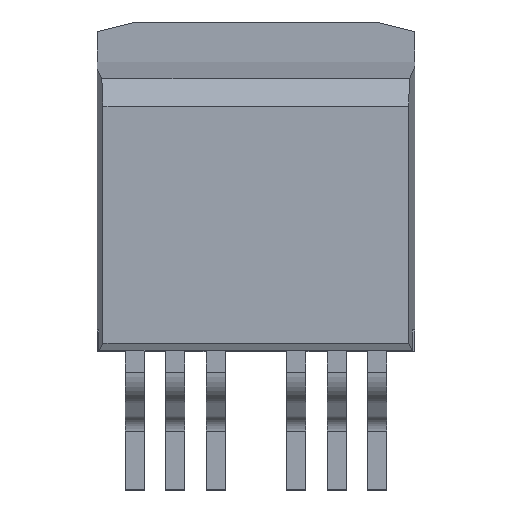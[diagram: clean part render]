
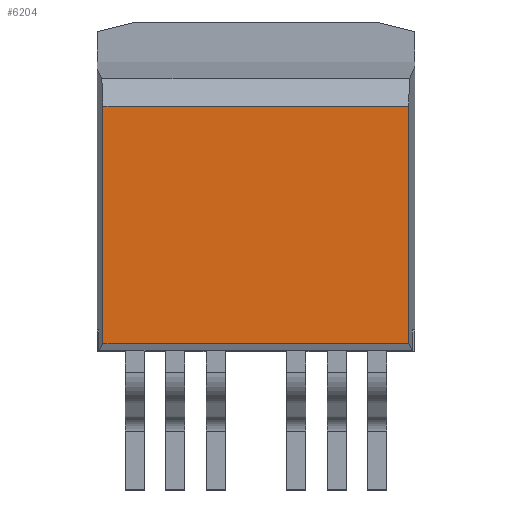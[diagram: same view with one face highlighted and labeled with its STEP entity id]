
A CAD part, top view. The second image highlights one B-rep face of the part: STEP entity #6204.
In plain terms, the highlighted planar face has unit normal (0, 0, 1).
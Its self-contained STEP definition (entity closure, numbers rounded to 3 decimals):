
#702 = PLANE('',#703);
#703 = AXIS2_PLACEMENT_3D('',#704,#705,#706);
#704 = CARTESIAN_POINT('',(4.706,10.4,5.894));
#705 = DIRECTION('',(0.997,0.,0.079
    ));
#706 = DIRECTION('',(0.079,0.,
    -0.997));
#758 = PLANE('',#759);
#759 = AXIS2_PLACEMENT_3D('',#760,#761,#762);
#760 = CARTESIAN_POINT('',(-5.214,10.4,0.));
#761 = DIRECTION('',(-0.996,0.,
    0.085));
#762 = DIRECTION('',(0.085,0.,
    0.996));
#1719 = PLANE('',#1720);
#1720 = AXIS2_PLACEMENT_3D('',#1721,#1722,#1723);
#1721 = CARTESIAN_POINT('',(-5.,0.43,5.709));
#1722 = DIRECTION('',(0.,0.989,-0.145));
#1723 = DIRECTION('',(0.,-0.145,-0.989));
#2873 = VERTEX_POINT('',#2874);
#2874 = CARTESIAN_POINT('',(4.808,7.745,4.6));
#2888 = PLANE('',#2889);
#2889 = AXIS2_PLACEMENT_3D('',#2890,#2891,#2892);
#2890 = CARTESIAN_POINT('',(-5.,8.606,4.163));
#2891 = DIRECTION('',(0.,-0.452,-0.892));
#2892 = DIRECTION('',(0.,-0.892,0.452));
#2900 = EDGE_CURVE('',#2873,#2901,#2903,.T.);
#2901 = VERTEX_POINT('',#2902);
#2902 = CARTESIAN_POINT('',(4.808,0.267,4.6));
#2903 = SURFACE_CURVE('',#2904,(#2908,#2915),.PCURVE_S1.);
#2904 = LINE('',#2905,#2906);
#2905 = CARTESIAN_POINT('',(4.808,7.763,4.6));
#2906 = VECTOR('',#2907,1.);
#2907 = DIRECTION('',(0.,-1.,0.));
#2908 = PCURVE('',#702,#2909);
#2909 = DEFINITIONAL_REPRESENTATION('',(#2910),#2914);
#2910 = LINE('',#2911,#2912);
#2911 = CARTESIAN_POINT('',(1.298,-2.637));
#2912 = VECTOR('',#2913,1.);
#2913 = DIRECTION('',(0.,-1.));
#2914 = ( GEOMETRIC_REPRESENTATION_CONTEXT(2) 
PARAMETRIC_REPRESENTATION_CONTEXT() REPRESENTATION_CONTEXT('2D SPACE',''
  ) );
#2915 = PCURVE('',#2916,#2921);
#2916 = PLANE('',#2917);
#2917 = AXIS2_PLACEMENT_3D('',#2918,#2919,#2920);
#2918 = CARTESIAN_POINT('',(0.,5.125,4.6));
#2919 = DIRECTION('',(-0.,-0.,-1.));
#2920 = DIRECTION('',(-1.,0.,0.));
#2921 = DEFINITIONAL_REPRESENTATION('',(#2922),#2926);
#2922 = LINE('',#2923,#2924);
#2923 = CARTESIAN_POINT('',(-4.808,2.637));
#2924 = VECTOR('',#2925,1.);
#2925 = DIRECTION('',(0.,-1.));
#2926 = ( GEOMETRIC_REPRESENTATION_CONTEXT(2) 
PARAMETRIC_REPRESENTATION_CONTEXT() REPRESENTATION_CONTEXT('2D SPACE',''
  ) );
#3399 = VERTEX_POINT('',#3400);
#3400 = CARTESIAN_POINT('',(-4.823,0.267,4.6));
#3421 = EDGE_CURVE('',#3399,#3422,#3424,.T.);
#3422 = VERTEX_POINT('',#3423);
#3423 = CARTESIAN_POINT('',(-4.823,7.745,4.6));
#3424 = SURFACE_CURVE('',#3425,(#3429,#3436),.PCURVE_S1.);
#3425 = LINE('',#3426,#3427);
#3426 = CARTESIAN_POINT('',(-4.823,7.763,4.6));
#3427 = VECTOR('',#3428,1.);
#3428 = DIRECTION('',(0.,1.,0.));
#3429 = PCURVE('',#758,#3430);
#3430 = DEFINITIONAL_REPRESENTATION('',(#3431),#3435);
#3431 = LINE('',#3432,#3433);
#3432 = CARTESIAN_POINT('',(4.617,-2.637));
#3433 = VECTOR('',#3434,1.);
#3434 = DIRECTION('',(0.,1.));
#3435 = ( GEOMETRIC_REPRESENTATION_CONTEXT(2) 
PARAMETRIC_REPRESENTATION_CONTEXT() REPRESENTATION_CONTEXT('2D SPACE',''
  ) );
#3436 = PCURVE('',#2916,#3437);
#3437 = DEFINITIONAL_REPRESENTATION('',(#3438),#3442);
#3438 = LINE('',#3439,#3440);
#3439 = CARTESIAN_POINT('',(4.823,2.637));
#3440 = VECTOR('',#3441,1.);
#3441 = DIRECTION('',(0.,1.));
#3442 = ( GEOMETRIC_REPRESENTATION_CONTEXT(2) 
PARAMETRIC_REPRESENTATION_CONTEXT() REPRESENTATION_CONTEXT('2D SPACE',''
  ) );
#5828 = EDGE_CURVE('',#3399,#2901,#5829,.T.);
#5829 = SURFACE_CURVE('',#5830,(#5834,#5841),.PCURVE_S1.);
#5830 = LINE('',#5831,#5832);
#5831 = CARTESIAN_POINT('',(-2.5,0.267,4.6));
#5832 = VECTOR('',#5833,1.);
#5833 = DIRECTION('',(1.,0.,0.));
#5834 = PCURVE('',#1719,#5835);
#5835 = DEFINITIONAL_REPRESENTATION('',(#5836),#5840);
#5836 = LINE('',#5837,#5838);
#5837 = CARTESIAN_POINT('',(1.121,-2.5));
#5838 = VECTOR('',#5839,1.);
#5839 = DIRECTION('',(0.,-1.));
#5840 = ( GEOMETRIC_REPRESENTATION_CONTEXT(2) 
PARAMETRIC_REPRESENTATION_CONTEXT() REPRESENTATION_CONTEXT('2D SPACE',''
  ) );
#5841 = PCURVE('',#2916,#5842);
#5842 = DEFINITIONAL_REPRESENTATION('',(#5843),#5847);
#5843 = LINE('',#5844,#5845);
#5844 = CARTESIAN_POINT('',(2.5,-4.858));
#5845 = VECTOR('',#5846,1.);
#5846 = DIRECTION('',(-1.,0.));
#5847 = ( GEOMETRIC_REPRESENTATION_CONTEXT(2) 
PARAMETRIC_REPRESENTATION_CONTEXT() REPRESENTATION_CONTEXT('2D SPACE',''
  ) );
#6204 = ADVANCED_FACE('',(#6205),#2916,.F.);
#6205 = FACE_BOUND('',#6206,.F.);
#6206 = EDGE_LOOP('',(#6207,#6228,#6229,#6230));
#6207 = ORIENTED_EDGE('',*,*,#6208,.F.);
#6208 = EDGE_CURVE('',#2873,#3422,#6209,.T.);
#6209 = SURFACE_CURVE('',#6210,(#6214,#6221),.PCURVE_S1.);
#6210 = LINE('',#6211,#6212);
#6211 = CARTESIAN_POINT('',(-2.5,7.745,4.6));
#6212 = VECTOR('',#6213,1.);
#6213 = DIRECTION('',(-1.,0.,0.));
#6214 = PCURVE('',#2916,#6215);
#6215 = DEFINITIONAL_REPRESENTATION('',(#6216),#6220);
#6216 = LINE('',#6217,#6218);
#6217 = CARTESIAN_POINT('',(2.5,2.62));
#6218 = VECTOR('',#6219,1.);
#6219 = DIRECTION('',(1.,0.));
#6220 = ( GEOMETRIC_REPRESENTATION_CONTEXT(2) 
PARAMETRIC_REPRESENTATION_CONTEXT() REPRESENTATION_CONTEXT('2D SPACE',''
  ) );
#6221 = PCURVE('',#2888,#6222);
#6222 = DEFINITIONAL_REPRESENTATION('',(#6223),#6227);
#6223 = LINE('',#6224,#6225);
#6224 = CARTESIAN_POINT('',(0.965,-2.5));
#6225 = VECTOR('',#6226,1.);
#6226 = DIRECTION('',(0.,1.));
#6227 = ( GEOMETRIC_REPRESENTATION_CONTEXT(2) 
PARAMETRIC_REPRESENTATION_CONTEXT() REPRESENTATION_CONTEXT('2D SPACE',''
  ) );
#6228 = ORIENTED_EDGE('',*,*,#2900,.T.);
#6229 = ORIENTED_EDGE('',*,*,#5828,.F.);
#6230 = ORIENTED_EDGE('',*,*,#3421,.T.);
